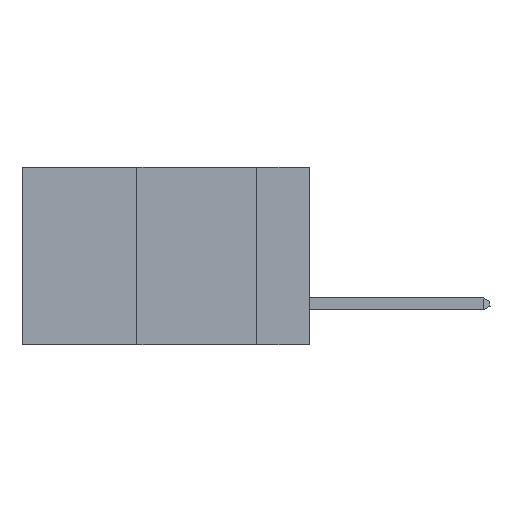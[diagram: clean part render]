
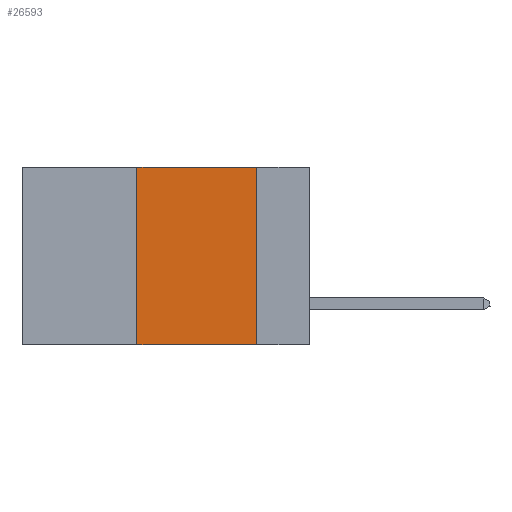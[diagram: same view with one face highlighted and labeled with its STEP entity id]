
A CAD part, left-side view. The second image highlights one B-rep face of the part: STEP entity #26593.
In plain terms, the highlighted planar face has unit normal (-1, 0, 0).
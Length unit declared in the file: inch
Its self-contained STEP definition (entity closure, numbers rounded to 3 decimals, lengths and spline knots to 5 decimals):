
#55 = DIRECTION ( 'NONE',  ( 0., 0., 1. ) ) ;
#181 = LINE ( 'NONE', #8812, #25625 ) ;
#1966 = VERTEX_POINT ( 'NONE', #11258 ) ;
#2276 = DIRECTION ( 'NONE',  ( 0., 0., -1. ) ) ;
#2493 = VERTEX_POINT ( 'NONE', #12222 ) ;
#2494 = ORIENTED_EDGE ( 'NONE', *, *, #5844, .F. ) ;
#2596 = ORIENTED_EDGE ( 'NONE', *, *, #9822, .T. ) ;
#2995 = DIRECTION ( 'NONE',  ( 0., -1., 0. ) ) ;
#3608 = VERTEX_POINT ( 'NONE', #20031 ) ;
#3850 = EDGE_CURVE ( 'NONE', #1966, #3608, #181, .T. ) ;
#4034 = DIRECTION ( 'NONE',  ( 0., -1., 0. ) ) ;
#4930 = DIRECTION ( 'NONE',  ( 0., 0., -1. ) ) ;
#5086 = EDGE_CURVE ( 'NONE', #2493, #25723, #23933, .T. ) ;
#5844 = EDGE_CURVE ( 'NONE', #25723, #1966, #19909, .T. ) ;
#6866 = CARTESIAN_POINT ( 'NONE',  ( 0., 0.6, 0. ) ) ;
#7882 = LINE ( 'NONE', #16572, #20454 ) ;
#8812 = CARTESIAN_POINT ( 'NONE',  ( 0., 0.11, 0. ) ) ;
#9166 = FACE_OUTER_BOUND ( 'NONE', #23424, .T. ) ;
#9822 = EDGE_CURVE ( 'NONE', #2493, #3608, #7882, .T. ) ;
#10033 = ORIENTED_EDGE ( 'NONE', *, *, #5086, .F. ) ;
#10077 = CARTESIAN_POINT ( 'NONE',  ( 0., 0.36, 0. ) ) ;
#11258 = CARTESIAN_POINT ( 'NONE',  ( 0., 0.11, 0. ) ) ;
#12222 = CARTESIAN_POINT ( 'NONE',  ( 0., 0.36, -0.37 ) ) ;
#13468 = PLANE ( 'NONE',  #27009 ) ;
#15982 = VECTOR ( 'NONE', #2995, 39.37008 ) ;
#16572 = CARTESIAN_POINT ( 'NONE',  ( 0., 0.6, -0.37 ) ) ;
#16896 = CARTESIAN_POINT ( 'NONE',  ( 0., 0.36, 0. ) ) ;
#19909 = LINE ( 'NONE', #22274, #15982 ) ;
#20031 = CARTESIAN_POINT ( 'NONE',  ( 0., 0.11, -0.37 ) ) ;
#20454 = VECTOR ( 'NONE', #4034, 39.37008 ) ;
#22274 = CARTESIAN_POINT ( 'NONE',  ( 0., 0.6, 0. ) ) ;
#22660 = ORIENTED_EDGE ( 'NONE', *, *, #3850, .F. ) ;
#22927 = VECTOR ( 'NONE', #55, 39.37008 ) ;
#23424 = EDGE_LOOP ( 'NONE', ( #22660, #2494, #10033, #2596 ) ) ;
#23933 = LINE ( 'NONE', #16896, #22927 ) ;
#25625 = VECTOR ( 'NONE', #2276, 39.37008 ) ;
#25723 = VERTEX_POINT ( 'NONE', #10077 ) ;
#25926 = DIRECTION ( 'NONE',  ( 1., 0., 0. ) ) ;
#26593 = ADVANCED_FACE ( 'NONE', ( #9166 ), #13468, .F. ) ;
#27009 = AXIS2_PLACEMENT_3D ( 'NONE', #6866, #25926, #4930 ) ;
